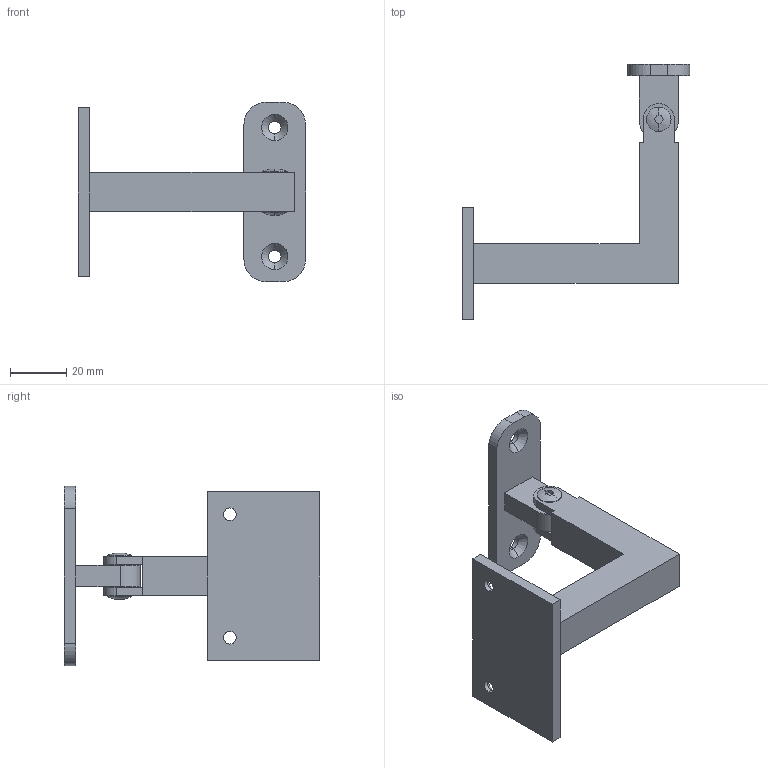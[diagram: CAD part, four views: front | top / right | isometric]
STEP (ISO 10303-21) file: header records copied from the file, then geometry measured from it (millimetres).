
FILE_DESCRIPTION (( 'STEP AP203' ), '1' );
FILE_NAME ('3D_GW2852_flach_188672510.STEP', '2024-09-27T09:35:19', ( '' ), ( '' ), 'SwSTEP 2.0', 'SolidWorks 2024', '' );
FILE_SCHEMA (( 'CONFIG_CONTROL_DESIGN' ));
Length unit declared in the file: millimetre
Products named in the file (1): 3D_GW2852_flach_188672510
Bounding box: 81 x 91 x 64 mm (x, y, z)
Volume: 39018 mm3; surface area: 16883.3 mm2
Topology: 2 solids, 2 shells, 82 faces, 207 edges, 134 vertices
Faces by surface type: plane 45, cylinder 25, cone 8, bspline 4
Entity records: 2596 total; most frequent: CARTESIAN_POINT 524, ORIENTED_EDGE 414, DIRECTION 407, EDGE_CURVE 207, AXIS2_PLACEMENT_3D 141, VERTEX_POINT 134, VECTOR 125, LINE 125
